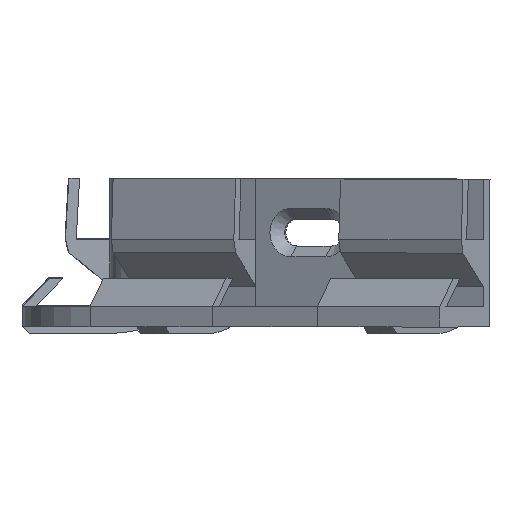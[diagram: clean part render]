
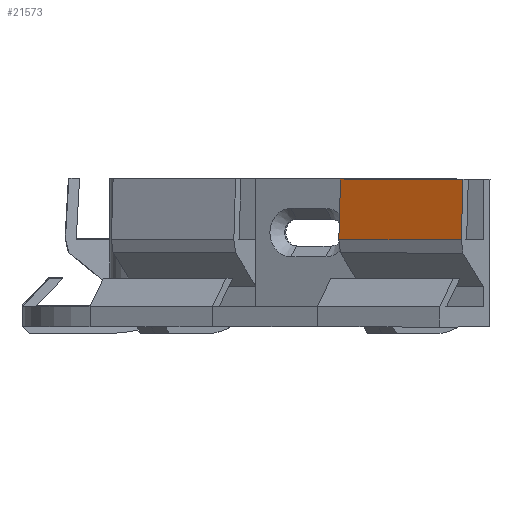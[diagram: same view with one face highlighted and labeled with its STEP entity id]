
A CAD part, left-side view. The second image highlights one B-rep face of the part: STEP entity #21573.
In plain terms, the highlighted face is planar.
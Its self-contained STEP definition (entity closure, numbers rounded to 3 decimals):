
#19678 = PLANE('',#19679);
#19679 = AXIS2_PLACEMENT_3D('',#19680,#19681,#19682);
#19680 = CARTESIAN_POINT('',(-10.5,5.766,9.503));
#19681 = DIRECTION('',(-1.,0.,0.));
#19682 = DIRECTION('',(0.,0.,1.));
#20112 = PLANE('',#20113);
#20113 = AXIS2_PLACEMENT_3D('',#20114,#20115,#20116);
#20114 = CARTESIAN_POINT('',(10.5,5.766,9.503));
#20115 = DIRECTION('',(-1.,0.,0.));
#20116 = DIRECTION('',(0.,0.,1.));
#20372 = VERTEX_POINT('',#20373);
#20373 = CARTESIAN_POINT('',(-10.5,8.1,22.));
#20387 = PLANE('',#20388);
#20388 = AXIS2_PLACEMENT_3D('',#20389,#20390,#20391);
#20389 = CARTESIAN_POINT('',(0.,6.5,22.));
#20390 = DIRECTION('',(0.,0.,-1.));
#20391 = DIRECTION('',(0.,1.,0.));
#20399 = EDGE_CURVE('',#20372,#20400,#20402,.T.);
#20400 = VERTEX_POINT('',#20401);
#20401 = CARTESIAN_POINT('',(-10.5,8.6,13.));
#20402 = SURFACE_CURVE('',#20403,(#20407,#20414),.PCURVE_S1.);
#20403 = LINE('',#20404,#20405);
#20404 = CARTESIAN_POINT('',(-10.5,8.1,22.));
#20405 = VECTOR('',#20406,1.);
#20406 = DIRECTION('',(0.,0.055,-0.998));
#20407 = PCURVE('',#19678,#20408);
#20408 = DEFINITIONAL_REPRESENTATION('',(#20409),#20413);
#20409 = LINE('',#20410,#20411);
#20410 = CARTESIAN_POINT('',(12.497,2.334));
#20411 = VECTOR('',#20412,1.);
#20412 = DIRECTION('',(-0.998,0.055));
#20413 = ( GEOMETRIC_REPRESENTATION_CONTEXT(2) 
PARAMETRIC_REPRESENTATION_CONTEXT() REPRESENTATION_CONTEXT('2D SPACE',''
  ) );
#20414 = PCURVE('',#20415,#20420);
#20415 = PLANE('',#20416);
#20416 = AXIS2_PLACEMENT_3D('',#20417,#20418,#20419);
#20417 = CARTESIAN_POINT('',(0.,8.1,22.));
#20418 = DIRECTION('',(-0.,-0.998,-0.055));
#20419 = DIRECTION('',(0.,0.055,-0.998));
#20420 = DEFINITIONAL_REPRESENTATION('',(#20421),#20425);
#20421 = LINE('',#20422,#20423);
#20422 = CARTESIAN_POINT('',(0.,-10.5));
#20423 = VECTOR('',#20424,1.);
#20424 = DIRECTION('',(1.,0.));
#20425 = ( GEOMETRIC_REPRESENTATION_CONTEXT(2) 
PARAMETRIC_REPRESENTATION_CONTEXT() REPRESENTATION_CONTEXT('2D SPACE',''
  ) );
#20443 = PLANE('',#20444);
#20444 = AXIS2_PLACEMENT_3D('',#20445,#20446,#20447);
#20445 = CARTESIAN_POINT('',(0.,8.6,13.));
#20446 = DIRECTION('',(0.,-0.97,0.243));
#20447 = DIRECTION('',(-0.,-0.243,-0.97));
#21218 = VERTEX_POINT('',#21219);
#21219 = CARTESIAN_POINT('',(10.5,8.1,22.));
#21240 = EDGE_CURVE('',#21218,#21241,#21243,.T.);
#21241 = VERTEX_POINT('',#21242);
#21242 = CARTESIAN_POINT('',(10.5,8.6,13.));
#21243 = SURFACE_CURVE('',#21244,(#21248,#21255),.PCURVE_S1.);
#21244 = LINE('',#21245,#21246);
#21245 = CARTESIAN_POINT('',(10.5,8.1,22.));
#21246 = VECTOR('',#21247,1.);
#21247 = DIRECTION('',(0.,0.055,-0.998));
#21248 = PCURVE('',#20112,#21249);
#21249 = DEFINITIONAL_REPRESENTATION('',(#21250),#21254);
#21250 = LINE('',#21251,#21252);
#21251 = CARTESIAN_POINT('',(12.497,2.334));
#21252 = VECTOR('',#21253,1.);
#21253 = DIRECTION('',(-0.998,0.055));
#21254 = ( GEOMETRIC_REPRESENTATION_CONTEXT(2) 
PARAMETRIC_REPRESENTATION_CONTEXT() REPRESENTATION_CONTEXT('2D SPACE',''
  ) );
#21255 = PCURVE('',#20415,#21256);
#21256 = DEFINITIONAL_REPRESENTATION('',(#21257),#21261);
#21257 = LINE('',#21258,#21259);
#21258 = CARTESIAN_POINT('',(0.,10.5));
#21259 = VECTOR('',#21260,1.);
#21260 = DIRECTION('',(1.,0.));
#21261 = ( GEOMETRIC_REPRESENTATION_CONTEXT(2) 
PARAMETRIC_REPRESENTATION_CONTEXT() REPRESENTATION_CONTEXT('2D SPACE',''
  ) );
#21551 = EDGE_CURVE('',#21218,#20372,#21552,.T.);
#21552 = SURFACE_CURVE('',#21553,(#21557,#21564),.PCURVE_S1.);
#21553 = LINE('',#21554,#21555);
#21554 = CARTESIAN_POINT('',(10.5,8.1,22.));
#21555 = VECTOR('',#21556,1.);
#21556 = DIRECTION('',(-1.,0.,0.));
#21557 = PCURVE('',#20387,#21558);
#21558 = DEFINITIONAL_REPRESENTATION('',(#21559),#21563);
#21559 = LINE('',#21560,#21561);
#21560 = CARTESIAN_POINT('',(1.6,10.5));
#21561 = VECTOR('',#21562,1.);
#21562 = DIRECTION('',(0.,-1.));
#21563 = ( GEOMETRIC_REPRESENTATION_CONTEXT(2) 
PARAMETRIC_REPRESENTATION_CONTEXT() REPRESENTATION_CONTEXT('2D SPACE',''
  ) );
#21564 = PCURVE('',#20415,#21565);
#21565 = DEFINITIONAL_REPRESENTATION('',(#21566),#21570);
#21566 = LINE('',#21567,#21568);
#21567 = CARTESIAN_POINT('',(0.,10.5));
#21568 = VECTOR('',#21569,1.);
#21569 = DIRECTION('',(0.,-1.));
#21570 = ( GEOMETRIC_REPRESENTATION_CONTEXT(2) 
PARAMETRIC_REPRESENTATION_CONTEXT() REPRESENTATION_CONTEXT('2D SPACE',''
  ) );
#21573 = ADVANCED_FACE('',(#21574),#20415,.F.);
#21574 = FACE_BOUND('',#21575,.F.);
#21575 = EDGE_LOOP('',(#21576,#21577,#21598,#21599));
#21576 = ORIENTED_EDGE('',*,*,#20399,.T.);
#21577 = ORIENTED_EDGE('',*,*,#21578,.F.);
#21578 = EDGE_CURVE('',#21241,#20400,#21579,.T.);
#21579 = SURFACE_CURVE('',#21580,(#21584,#21591),.PCURVE_S1.);
#21580 = LINE('',#21581,#21582);
#21581 = CARTESIAN_POINT('',(10.5,8.6,13.));
#21582 = VECTOR('',#21583,1.);
#21583 = DIRECTION('',(-1.,0.,0.));
#21584 = PCURVE('',#20415,#21585);
#21585 = DEFINITIONAL_REPRESENTATION('',(#21586),#21590);
#21586 = LINE('',#21587,#21588);
#21587 = CARTESIAN_POINT('',(9.014,10.5));
#21588 = VECTOR('',#21589,1.);
#21589 = DIRECTION('',(0.,-1.));
#21590 = ( GEOMETRIC_REPRESENTATION_CONTEXT(2) 
PARAMETRIC_REPRESENTATION_CONTEXT() REPRESENTATION_CONTEXT('2D SPACE',''
  ) );
#21591 = PCURVE('',#20443,#21592);
#21592 = DEFINITIONAL_REPRESENTATION('',(#21593),#21597);
#21593 = LINE('',#21594,#21595);
#21594 = CARTESIAN_POINT('',(-0.,10.5));
#21595 = VECTOR('',#21596,1.);
#21596 = DIRECTION('',(0.,-1.));
#21597 = ( GEOMETRIC_REPRESENTATION_CONTEXT(2) 
PARAMETRIC_REPRESENTATION_CONTEXT() REPRESENTATION_CONTEXT('2D SPACE',''
  ) );
#21598 = ORIENTED_EDGE('',*,*,#21240,.F.);
#21599 = ORIENTED_EDGE('',*,*,#21551,.T.);
